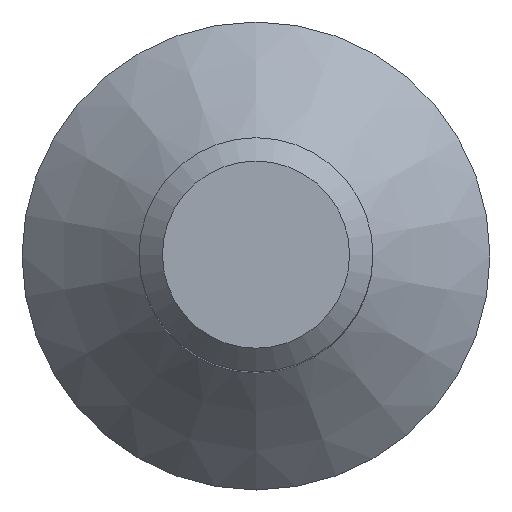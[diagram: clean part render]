
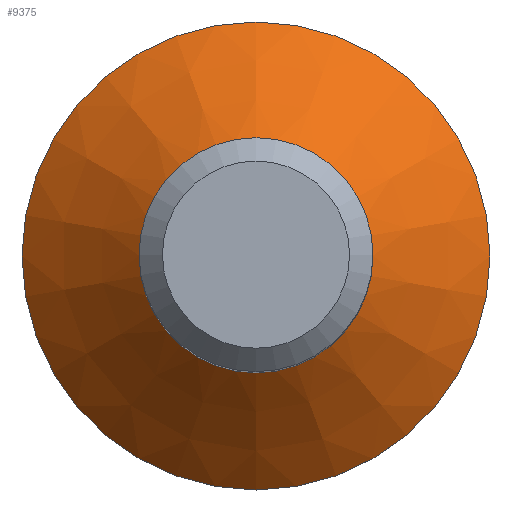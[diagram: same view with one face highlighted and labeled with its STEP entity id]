
A CAD part, top view. The second image highlights one B-rep face of the part: STEP entity #9375.
In plain terms, the highlighted conical face has half-angle 45 degrees and reference radius 6 mm.
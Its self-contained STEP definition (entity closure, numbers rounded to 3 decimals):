
#36 = EDGE_LOOP ( 'NONE', ( #12840 ) ) ;
#1126 = AXIS2_PLACEMENT_3D ( 'NONE', #10853, #8581, #1741 ) ;
#1196 = CARTESIAN_POINT ( 'NONE',  ( 0., 3., 3.3 ) ) ;
#1741 = DIRECTION ( 'NONE',  ( 0., 1., 0. ) ) ;
#2419 = EDGE_CURVE ( 'NONE', #9879, #9879, #14274, .T. ) ;
#2633 = DIRECTION ( 'NONE',  ( 0., 1., 0. ) ) ;
#3461 = EDGE_LOOP ( 'NONE', ( #11833 ) ) ;
#4773 = CARTESIAN_POINT ( 'NONE',  ( 0., 6., 0.3 ) ) ;
#5709 = VERTEX_POINT ( 'NONE', #4773 ) ;
#6313 = CIRCLE ( 'NONE', #6981, 6. ) ;
#6903 = AXIS2_PLACEMENT_3D ( 'NONE', #7690, #13391, #8702 ) ;
#6981 = AXIS2_PLACEMENT_3D ( 'NONE', #13026, #9485, #2633 ) ;
#7690 = CARTESIAN_POINT ( 'NONE',  ( 0., 0., 0.3 ) ) ;
#8119 = CONICAL_SURFACE ( 'NONE', #6903, 6., 0.785 ) ;
#8581 = DIRECTION ( 'NONE',  ( 0., 0., -1. ) ) ;
#8702 = DIRECTION ( 'NONE',  ( 0., 1., 0. ) ) ;
#9375 = ADVANCED_FACE ( 'NONE', ( #10838, #11192 ), #8119, .T. ) ;
#9485 = DIRECTION ( 'NONE',  ( 0., 0., -1. ) ) ;
#9879 = VERTEX_POINT ( 'NONE', #1196 ) ;
#10838 = FACE_OUTER_BOUND ( 'NONE', #3461, .T. ) ;
#10853 = CARTESIAN_POINT ( 'NONE',  ( 0., 0., 3.3 ) ) ;
#11192 = FACE_BOUND ( 'NONE', #36, .T. ) ;
#11828 = EDGE_CURVE ( 'NONE', #5709, #5709, #6313, .T. ) ;
#11833 = ORIENTED_EDGE ( 'NONE', *, *, #11828, .F. ) ;
#12840 = ORIENTED_EDGE ( 'NONE', *, *, #2419, .T. ) ;
#13026 = CARTESIAN_POINT ( 'NONE',  ( 0., 0., 0.3 ) ) ;
#13391 = DIRECTION ( 'NONE',  ( 0., 0., -1. ) ) ;
#14274 = CIRCLE ( 'NONE', #1126, 3. ) ;
